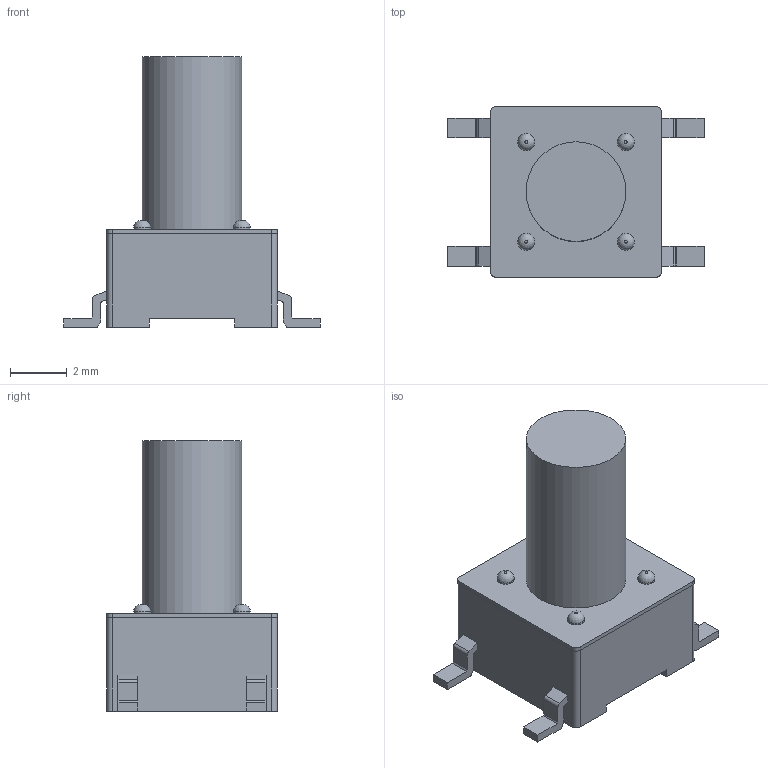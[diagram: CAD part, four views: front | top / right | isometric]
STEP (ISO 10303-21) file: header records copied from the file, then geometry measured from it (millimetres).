
FILE_DESCRIPTION(/* description */ (''),/* implementation_level */ '2;1');
FILE_NAME(/* name */ 'SW_SPST_PTS645_9.5mm.step',/* time_stamp */ '2023-07-17T12:55:41+01:00',/* author */ (''),/* organization */ (''),/* preprocessor_version */ 'ST-DEVELOPER v19.2',/* originating_system */ 'Autodesk Translation Framework v12.6.0.85',/* authorisation */ '');
FILE_SCHEMA (('AUTOMOTIVE_DESIGN { 1 0 10303 214 3 1 1 }'));
Length unit declared in the file: millimetre
Products named in the file (1): (Unsaved)
Bounding box: 9 x 6 x 9.5 mm (x, y, z)
Volume: 179.1 mm3; surface area: 241.5 mm2
Topology: 1 solids, 1 shells, 96 faces, 247 edges, 162 vertices
Faces by surface type: plane 63, cylinder 29, bspline 4
Full cylindrical faces by diameter (mm): 0.6 x4, 3.5 x1
Entity records: 3261 total; most frequent: CARTESIAN_POINT 754, DIRECTION 499, ORIENTED_EDGE 494, EDGE_CURVE 247, LINE 181, VECTOR 181, VERTEX_POINT 162, AXIS2_PLACEMENT_3D 159
